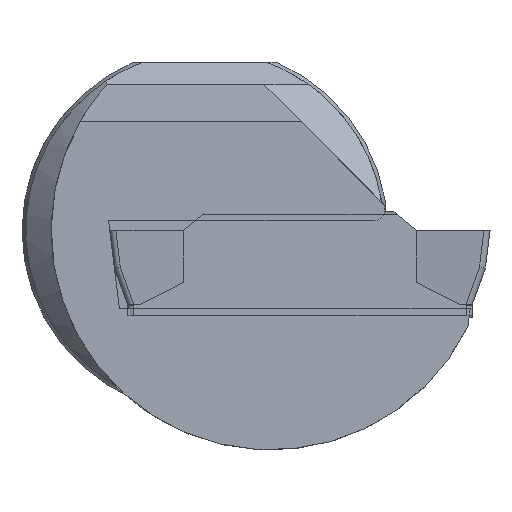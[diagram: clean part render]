
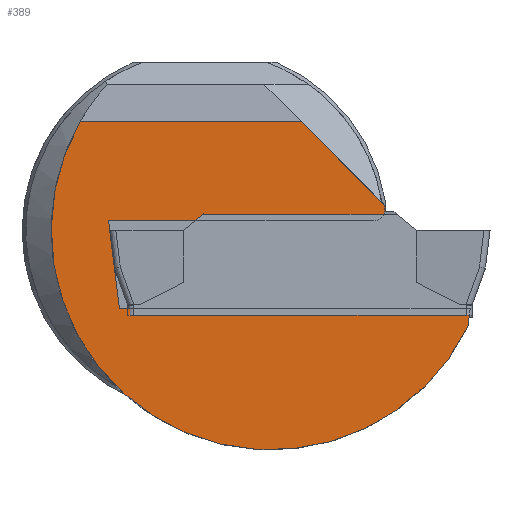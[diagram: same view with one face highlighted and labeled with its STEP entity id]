
A CAD part, left-side view. The second image highlights one B-rep face of the part: STEP entity #389.
In plain terms, the highlighted planar face has unit normal (-1, 0, 0).
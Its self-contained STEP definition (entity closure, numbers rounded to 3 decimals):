
#58=PLANE('',#1361);
#154=LINE('',#1959,#274);
#155=LINE('',#1962,#275);
#156=LINE('',#1964,#276);
#157=LINE('',#1968,#277);
#158=LINE('',#1970,#278);
#159=LINE('',#1974,#279);
#274=VECTOR('',#1511,1.);
#275=VECTOR('',#1512,1.);
#276=VECTOR('',#1513,1.);
#277=VECTOR('',#1516,1.);
#278=VECTOR('',#1517,1.);
#279=VECTOR('',#1520,1.);
#389=ADVANCED_FACE('',(#469),#58,.T.);
#469=FACE_OUTER_BOUND('',#541,.T.);
#541=EDGE_LOOP('',(#667,#668,#669,#670,#671,#672,#673,#674));
#618=CIRCLE('',#1359,0.8);
#619=CIRCLE('',#1360,15.);
#667=ORIENTED_EDGE('',*,*,#1163,.F.);
#668=ORIENTED_EDGE('',*,*,#1164,.F.);
#669=ORIENTED_EDGE('',*,*,#1165,.F.);
#670=ORIENTED_EDGE('',*,*,#1166,.F.);
#671=ORIENTED_EDGE('',*,*,#1167,.T.);
#672=ORIENTED_EDGE('',*,*,#1168,.F.);
#673=ORIENTED_EDGE('',*,*,#1169,.T.);
#674=ORIENTED_EDGE('',*,*,#1170,.T.);
#1039=VERTEX_POINT('',#1960);
#1040=VERTEX_POINT('',#1961);
#1041=VERTEX_POINT('',#1963);
#1042=VERTEX_POINT('',#1965);
#1043=VERTEX_POINT('',#1967);
#1044=VERTEX_POINT('',#1969);
#1045=VERTEX_POINT('',#1971);
#1046=VERTEX_POINT('',#1973);
#1163=EDGE_CURVE('',#1039,#1040,#154,.T.);
#1164=EDGE_CURVE('',#1041,#1039,#155,.T.);
#1165=EDGE_CURVE('',#1042,#1041,#156,.T.);
#1166=EDGE_CURVE('',#1043,#1042,#618,.T.);
#1167=EDGE_CURVE('',#1043,#1044,#157,.T.);
#1168=EDGE_CURVE('',#1045,#1044,#158,.T.);
#1169=EDGE_CURVE('',#1045,#1046,#619,.T.);
#1170=EDGE_CURVE('',#1046,#1040,#159,.T.);
#1359=AXIS2_PLACEMENT_3D('',#1966,#1514,#1515);
#1360=AXIS2_PLACEMENT_3D('',#1972,#1518,#1519);
#1361=AXIS2_PLACEMENT_3D('',#1975,#1521,#1522);
#1511=DIRECTION('',(0.,-1.,0.));
#1512=DIRECTION('',(0.,-0.122,-0.993));
#1513=DIRECTION('',(0.,1.,0.));
#1514=DIRECTION('',(1.,0.,0.));
#1515=DIRECTION('',(0.,0.,1.));
#1516=DIRECTION('',(0.,0.707,0.707));
#1517=DIRECTION('',(0.,-1.,0.));
#1518=DIRECTION('',(-1.,0.,0.));
#1519=DIRECTION('',(0.,0.,1.));
#1520=DIRECTION('',(0.,-0.122,0.993));
#1521=DIRECTION('',(-1.,0.,0.));
#1522=DIRECTION('',(0.,0.,1.));
#1959=CARTESIAN_POINT('',(0.5,0.,-5.36));
#1960=CARTESIAN_POINT('',(0.5,5.842,-5.36));
#1961=CARTESIAN_POINT('',(0.5,-18.141,-5.36));
#1962=CARTESIAN_POINT('',(0.5,6.403,-0.786));
#1963=CARTESIAN_POINT('',(0.5,6.581,0.66));
#1964=CARTESIAN_POINT('',(0.5,0.,0.66));
#1965=CARTESIAN_POINT('',(0.5,-11.52,0.66));
#1966=CARTESIAN_POINT('',(0.5,-11.52,1.46));
#1967=CARTESIAN_POINT('',(0.5,-12.247,1.793));
#1968=CARTESIAN_POINT('',(0.5,-7.02,7.02));
#1969=CARTESIAN_POINT('',(0.5,-6.605,7.435));
#1970=CARTESIAN_POINT('',(0.5,0.,7.435));
#1971=CARTESIAN_POINT('',(0.5,8.528,7.435));
#1972=CARTESIAN_POINT('',(0.5,-4.5,0.));
#1973=CARTESIAN_POINT('',(0.5,-17.995,-6.548));
#1974=CARTESIAN_POINT('',(0.5,-18.52,-2.274));
#1975=CARTESIAN_POINT('',(0.5,0.,0.));
